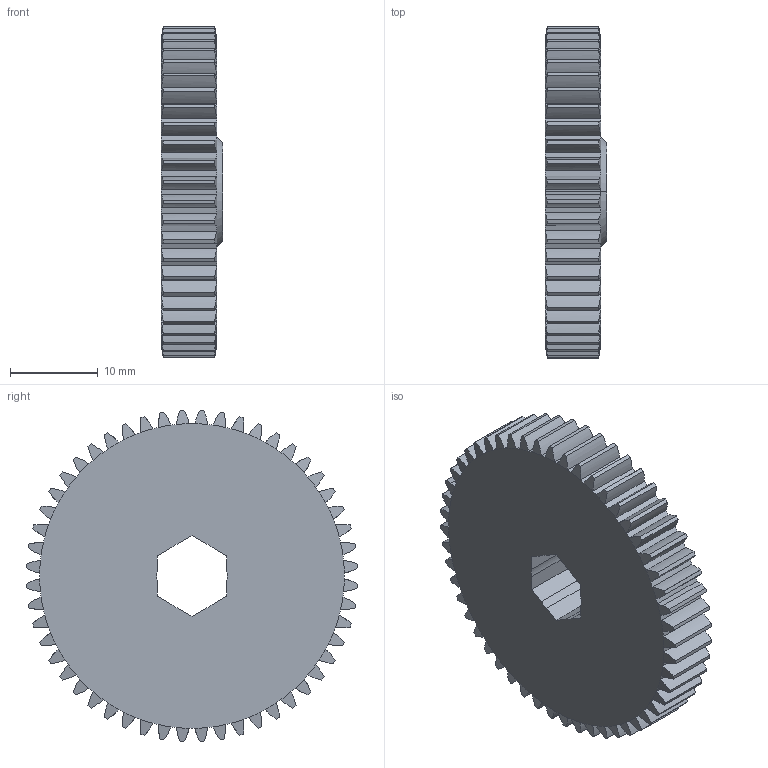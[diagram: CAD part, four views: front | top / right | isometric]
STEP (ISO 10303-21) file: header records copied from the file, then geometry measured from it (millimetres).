
FILE_DESCRIPTION (( 'STEP AP214' ), '1' );
FILE_NAME ('52T 0.7MOD Output.step', '2019-01-17T14:13:23', ( '' ), ( '' ), 'SwSTEP 2.0', 'SolidWorks 2017', '' );
FILE_SCHEMA (( 'AUTOMOTIVE_DESIGN' ));
Length unit declared in the file: inch
Products named in the file (1): 52T 0.7MOD Output
Bounding box: 7.04 x 37.76 x 37.76 mm (x, y, z)
Volume: 6196.6 mm3; surface area: 3550.9 mm2
Topology: 1 solids, 1 shells, 340 faces, 1011 edges, 674 vertices
Faces by surface type: cylinder 219, cone 106, plane 15
Entity records: 16373 total; most frequent: CARTESIAN_POINT 2674, ORIENTED_EDGE 2022, DIRECTION 2015, EDGE_CURVE 1011, AXIS2_PLACEMENT_3D 879, VERTEX_POINT 674, CIRCLE 538, UNCERTAINTY_MEASURE_WITH_UNIT 343
